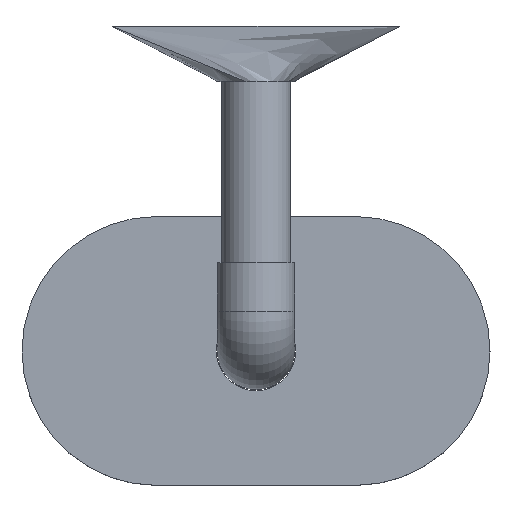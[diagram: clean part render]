
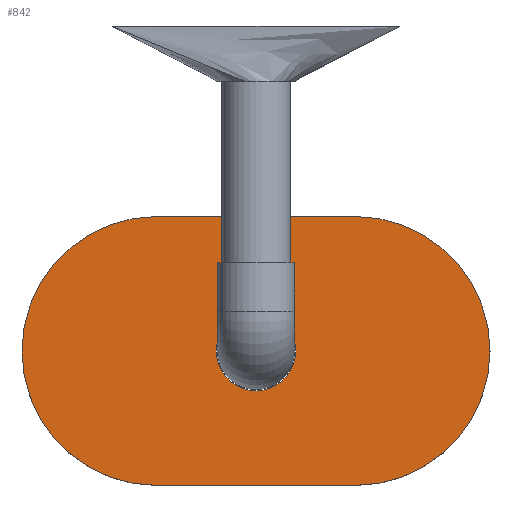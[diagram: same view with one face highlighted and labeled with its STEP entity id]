
A CAD part, top view. The second image highlights one B-rep face of the part: STEP entity #842.
In plain terms, the highlighted face is planar.
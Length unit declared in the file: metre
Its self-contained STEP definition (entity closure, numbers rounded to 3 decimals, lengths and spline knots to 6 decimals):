
#76=LINE('',#1291,#128);
#77=LINE('',#1296,#129);
#128=VECTOR('',#1061,1.);
#129=VECTOR('',#1064,1.);
#179=PLANE('',#960);
#211=ORIENTED_EDGE('',*,*,#431,.T.);
#212=ORIENTED_EDGE('',*,*,#436,.T.);
#213=ORIENTED_EDGE('',*,*,#437,.F.);
#214=ORIENTED_EDGE('',*,*,#438,.F.);
#215=ORIENTED_EDGE('',*,*,#439,.F.);
#431=EDGE_CURVE('',#544,#544,#625,.T.);
#436=EDGE_CURVE('',#549,#550,#76,.T.);
#437=EDGE_CURVE('',#551,#550,#628,.T.);
#438=EDGE_CURVE('',#552,#551,#77,.T.);
#439=EDGE_CURVE('',#549,#552,#629,.T.);
#544=VERTEX_POINT('',#1280);
#549=VERTEX_POINT('',#1292);
#550=VERTEX_POINT('',#1293);
#551=VERTEX_POINT('',#1295);
#552=VERTEX_POINT('',#1297);
#625=CIRCLE('',#956,0.018);
#628=CIRCLE('',#961,0.061);
#629=CIRCLE('',#962,0.061);
#667=EDGE_LOOP('',(#211));
#668=EDGE_LOOP('',(#212,#213,#214,#215));
#747=FACE_BOUND('',#667,.T.);
#748=FACE_BOUND('',#668,.T.);
#842=ADVANCED_FACE('',(#747,#748),#179,.F.);
#956=AXIS2_PLACEMENT_3D('',#1279,#1049,#1050);
#960=AXIS2_PLACEMENT_3D('',#1290,#1059,#1060);
#961=AXIS2_PLACEMENT_3D('',#1294,#1062,#1063);
#962=AXIS2_PLACEMENT_3D('',#1298,#1065,#1066);
#1049=DIRECTION('',(0.,0.,1.));
#1050=DIRECTION('',(1.,0.,0.));
#1059=DIRECTION('',(0.,0.,1.));
#1060=DIRECTION('',(1.,0.,0.));
#1061=DIRECTION('',(-1.,0.,0.));
#1062=DIRECTION('',(0.,0.,1.));
#1063=DIRECTION('',(1.,0.,0.));
#1064=DIRECTION('',(-1.,0.,0.));
#1065=DIRECTION('',(0.,0.,1.));
#1066=DIRECTION('',(1.,0.,0.));
#1279=CARTESIAN_POINT('',(0.,0.,0.));
#1280=CARTESIAN_POINT('',(0.018,0.,0.));
#1290=CARTESIAN_POINT('',(0.,0.,0.));
#1291=CARTESIAN_POINT('',(0.,-0.061,0.));
#1292=CARTESIAN_POINT('',(0.045181,-0.061,0.));
#1293=CARTESIAN_POINT('',(-0.045181,-0.061,0.));
#1294=CARTESIAN_POINT('',(-0.045181,0.,0.));
#1295=CARTESIAN_POINT('',(-0.045181,0.061,0.));
#1296=CARTESIAN_POINT('',(0.,0.061,0.));
#1297=CARTESIAN_POINT('',(0.045181,0.061,0.));
#1298=CARTESIAN_POINT('',(0.045181,0.,0.));
